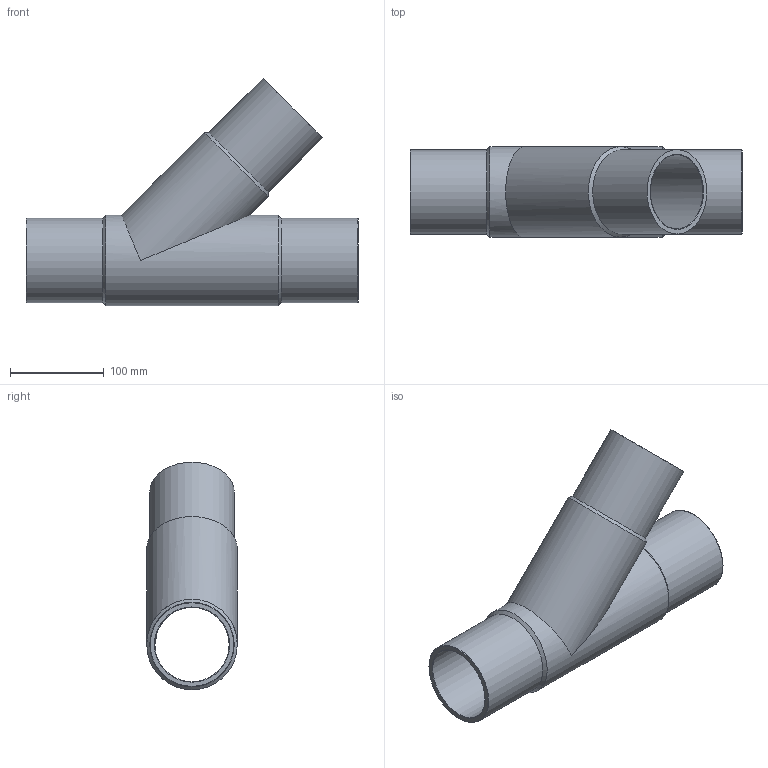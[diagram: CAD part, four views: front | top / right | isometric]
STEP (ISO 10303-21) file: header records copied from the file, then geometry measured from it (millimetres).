
FILE_DESCRIPTION( ( 'STEP AP214' ), '1' );
FILE_NAME( 'AGRU_70036009017_Tee 45°_long spigot_PE 100-RC black_90X5.4 SDR17 ISO S-8 (architecture400).stp', '2022-02-23T09:41:18', ( 'License CC BY-ND 4.0' ), ( 'CADENAS' ), ' ', 'PARTsolutions', ' ' );
FILE_SCHEMA( ( 'AUTOMOTIVE_DESIGN { 1 0 10303 214 1 1 1 1 }' ) );
Length unit declared in the file: millimetre
Products named in the file (1): _AGRU_70036009017_Tee 45°_long spigot_PE 100-RC black_90X5.4  SDR17  ISO S-8 (architecture400)
Bounding box: 354 x 96.57 x 242.74 mm (x, y, z)
Volume: 968208.7 mm3; surface area: 278403.5 mm2
Topology: 1 solids, 1 shells, 18 faces, 38 edges, 23 vertices
Faces by surface type: cylinder 7, torus 5, cone 3, plane 3
Full cylindrical faces by diameter (mm): 79.2 x2, 90 x3, 96.567 x2
Entity records: 562 total; most frequent: DIRECTION 80, CARTESIAN_POINT 61, ORIENTED_EDGE 42, AXIS2_PLACEMENT_3D 40, EDGE_LOOP 38, FACE_OUTER_BOUND 30, EDGE_CURVE 21, VERTEX_POINT 21
